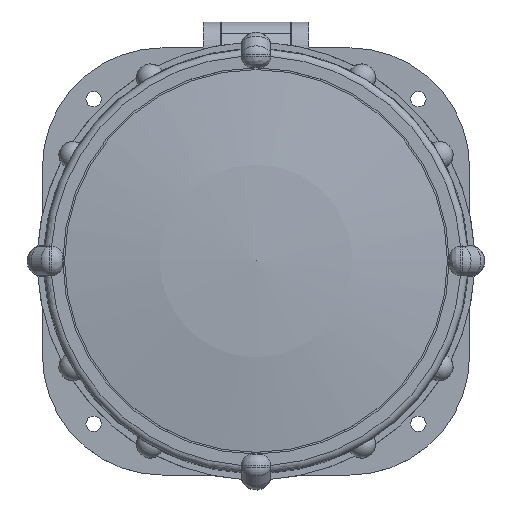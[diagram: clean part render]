
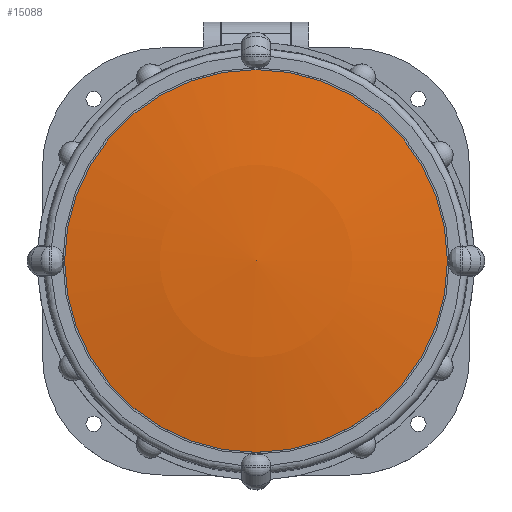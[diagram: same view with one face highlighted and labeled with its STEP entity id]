
A CAD part, top view. The second image highlights one B-rep face of the part: STEP entity #15088.
In plain terms, the highlighted spherical face has radius 335 mm.
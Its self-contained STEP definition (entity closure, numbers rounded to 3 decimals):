
#284 = AXIS2_PLACEMENT_3D ( 'NONE', #26430, #1895, #22527 ) ;
#446 = DIRECTION ( 'NONE',  ( 0., -1., 0. ) ) ;
#1259 = EDGE_CURVE ( 'NONE', #13066, #22946, #11391, .T. ) ;
#1355 = AXIS2_PLACEMENT_3D ( 'NONE', #3289, #9572, #19624 ) ;
#1895 = DIRECTION ( 'NONE',  ( 0., 0., -1. ) ) ;
#3289 = CARTESIAN_POINT ( 'NONE',  ( 0., 0., 89. ) ) ;
#4519 = CARTESIAN_POINT ( 'NONE',  ( -56., 0., 89. ) ) ;
#4856 = CARTESIAN_POINT ( 'NONE',  ( 0., 0., -241.286 ) ) ;
#5643 = CARTESIAN_POINT ( 'NONE',  ( 56., 0., 89. ) ) ;
#6071 = CIRCLE ( 'NONE', #1355, 56. ) ;
#6199 = EDGE_LOOP ( 'NONE', ( #9206, #17535 ) ) ;
#8477 = SPHERICAL_SURFACE ( 'NONE', #24637, 335. ) ;
#9206 = ORIENTED_EDGE ( 'NONE', *, *, #1259, .F. ) ;
#9572 = DIRECTION ( 'NONE',  ( 0., 0., -1. ) ) ;
#11391 = CIRCLE ( 'NONE', #284, 56. ) ;
#13010 = DIRECTION ( 'NONE',  ( 0., 0., 1. ) ) ;
#13066 = VERTEX_POINT ( 'NONE', #5643 ) ;
#15088 = ADVANCED_FACE ( 'NONE', ( #18663 ), #8477, .T. ) ;
#17467 = EDGE_CURVE ( 'NONE', #22946, #13066, #6071, .T. ) ;
#17535 = ORIENTED_EDGE ( 'NONE', *, *, #17467, .F. ) ;
#18663 = FACE_OUTER_BOUND ( 'NONE', #6199, .T. ) ;
#19624 = DIRECTION ( 'NONE',  ( -1., 0., 0. ) ) ;
#22527 = DIRECTION ( 'NONE',  ( -1., 0., 0. ) ) ;
#22946 = VERTEX_POINT ( 'NONE', #4519 ) ;
#24637 = AXIS2_PLACEMENT_3D ( 'NONE', #4856, #13010, #446 ) ;
#26430 = CARTESIAN_POINT ( 'NONE',  ( 0., 0., 89. ) ) ;
